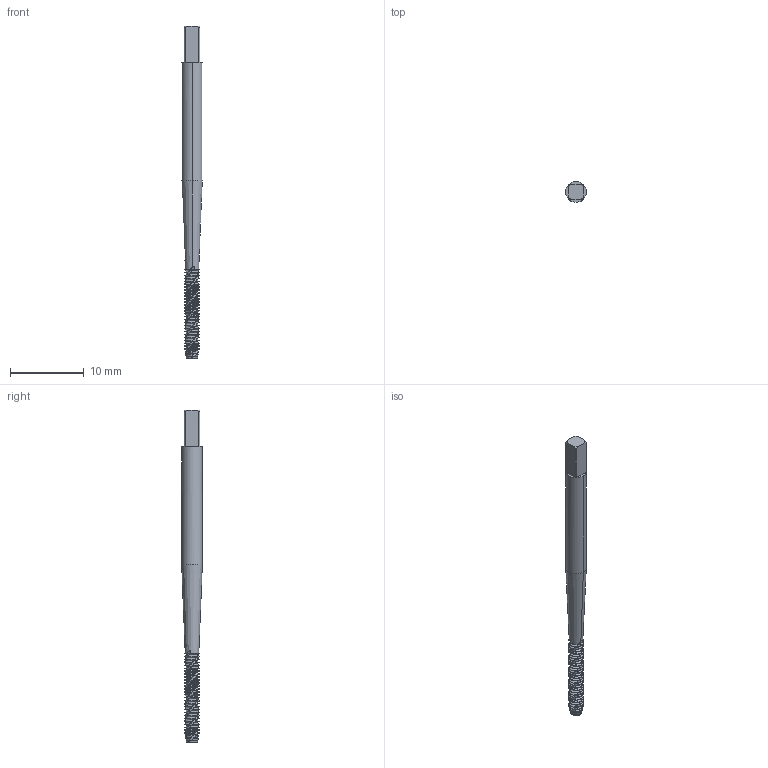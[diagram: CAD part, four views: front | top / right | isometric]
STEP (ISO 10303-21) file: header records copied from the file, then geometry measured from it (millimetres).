
FILE_DESCRIPTION(('no description'),'unknown implementation level');
FILE_NAME('solid7utbIfh5ccE1h0ReeFKJjOp9VdU_1.STP',' ',('CIM GmbH Aachen'),('CADClick - KiM GmbH - www.kimweb.de'),'unknown preprocess','ACIS','unknown authorization');
FILE_SCHEMA(('automotive_design'));
Length unit declared in the file: millimetre
Products named in the file (2): 1; 2
Bounding box: 2.8 x 2.8 x 45 mm (x, y, z)
Volume: 198.9 mm3; surface area: 490.2 mm2
Topology: 2 solids, 2 shells, 709 faces, 2013 edges, 1308 vertices
Faces by surface type: cone 311, cylinder 279, bspline 96, plane 17, revolution 6
Entity records: 85378 total; most frequent: CARTESIAN_POINT 46454, STYLED_ITEM 4032, PRESENTATION_STYLE_ASSIGNMENT 4032, COLOUR_RGB 4032, ORIENTED_EDGE 4026, DIRECTION 2849, EDGE_CURVE 2013, CURVE_STYLE 2013
